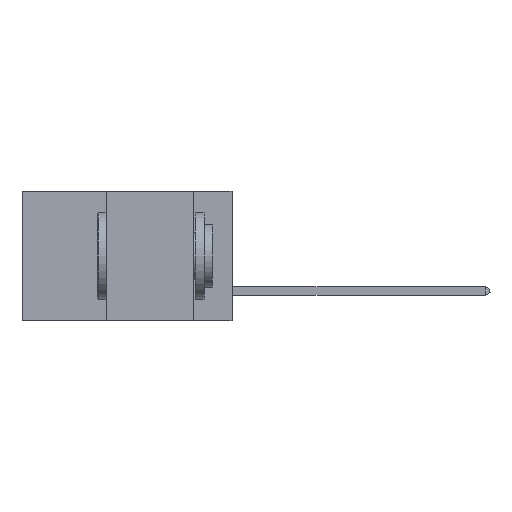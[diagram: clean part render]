
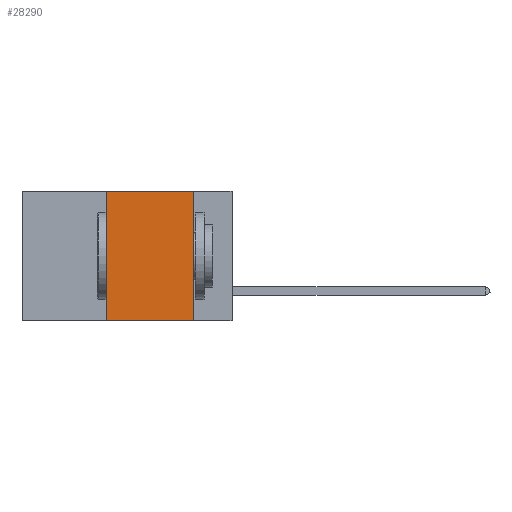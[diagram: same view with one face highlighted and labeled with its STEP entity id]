
A CAD part, left-side view. The second image highlights one B-rep face of the part: STEP entity #28290.
In plain terms, the highlighted planar face has unit normal (-1, 0, 0).
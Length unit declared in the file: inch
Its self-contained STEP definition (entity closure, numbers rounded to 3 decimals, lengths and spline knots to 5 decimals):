
#2414 = VECTOR ( 'NONE', #34860, 39.37008 ) ;
#2673 = CARTESIAN_POINT ( 'NONE',  ( 0., 0.36, 0. ) ) ;
#3822 = VERTEX_POINT ( 'NONE', #16424 ) ;
#5472 = VECTOR ( 'NONE', #41060, 39.37008 ) ;
#8744 = CARTESIAN_POINT ( 'NONE',  ( 0., 0.6, 0. ) ) ;
#11352 = EDGE_LOOP ( 'NONE', ( #45513, #33609, #19365, #17508 ) ) ;
#12482 = LINE ( 'NONE', #8744, #2414 ) ;
#14541 = DIRECTION ( 'NONE',  ( 0., 0., -1. ) ) ;
#15311 = VECTOR ( 'NONE', #18342, 39.37008 ) ;
#15607 = VERTEX_POINT ( 'NONE', #18527 ) ;
#16424 = CARTESIAN_POINT ( 'NONE',  ( 0., 0.11, 0. ) ) ;
#17508 = ORIENTED_EDGE ( 'NONE', *, *, #32891, .T. ) ;
#18342 = DIRECTION ( 'NONE',  ( 0., 0., -1. ) ) ;
#18527 = CARTESIAN_POINT ( 'NONE',  ( 0., 0.36, -0.37 ) ) ;
#19365 = ORIENTED_EDGE ( 'NONE', *, *, #38987, .F. ) ;
#21383 = LINE ( 'NONE', #2673, #33902 ) ;
#25007 = AXIS2_PLACEMENT_3D ( 'NONE', #36837, #44781, #14541 ) ;
#25252 = DIRECTION ( 'NONE',  ( 0., 0., 1. ) ) ;
#28290 = ADVANCED_FACE ( 'NONE', ( #39449 ), #29979, .F. ) ;
#29027 = VERTEX_POINT ( 'NONE', #37737 ) ;
#29979 = PLANE ( 'NONE',  #25007 ) ;
#32891 = EDGE_CURVE ( 'NONE', #15607, #39253, #36401, .T. ) ;
#33609 = ORIENTED_EDGE ( 'NONE', *, *, #34009, .F. ) ;
#33902 = VECTOR ( 'NONE', #25252, 39.37008 ) ;
#34009 = EDGE_CURVE ( 'NONE', #29027, #3822, #12482, .T. ) ;
#34860 = DIRECTION ( 'NONE',  ( 0., -1., 0. ) ) ;
#35569 = EDGE_CURVE ( 'NONE', #3822, #39253, #36731, .T. ) ;
#36401 = LINE ( 'NONE', #44857, #5472 ) ;
#36731 = LINE ( 'NONE', #41301, #15311 ) ;
#36837 = CARTESIAN_POINT ( 'NONE',  ( 0., 0.6, 0. ) ) ;
#37737 = CARTESIAN_POINT ( 'NONE',  ( 0., 0.36, 0. ) ) ;
#38987 = EDGE_CURVE ( 'NONE', #15607, #29027, #21383, .T. ) ;
#39253 = VERTEX_POINT ( 'NONE', #42177 ) ;
#39449 = FACE_OUTER_BOUND ( 'NONE', #11352, .T. ) ;
#41060 = DIRECTION ( 'NONE',  ( 0., -1., 0. ) ) ;
#41301 = CARTESIAN_POINT ( 'NONE',  ( 0., 0.11, 0. ) ) ;
#42177 = CARTESIAN_POINT ( 'NONE',  ( 0., 0.11, -0.37 ) ) ;
#44781 = DIRECTION ( 'NONE',  ( 1., 0., 0. ) ) ;
#44857 = CARTESIAN_POINT ( 'NONE',  ( 0., 0.6, -0.37 ) ) ;
#45513 = ORIENTED_EDGE ( 'NONE', *, *, #35569, .F. ) ;
